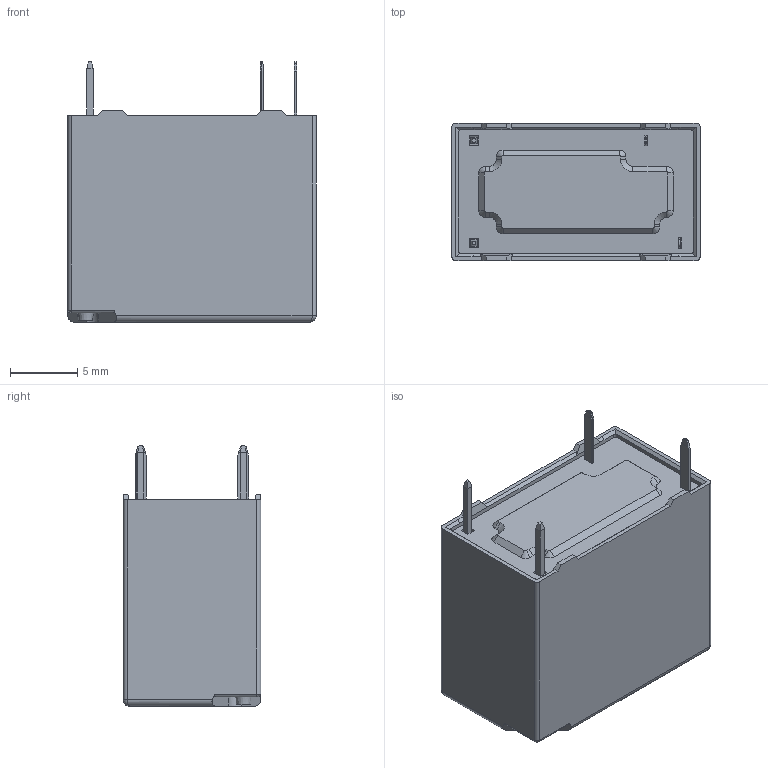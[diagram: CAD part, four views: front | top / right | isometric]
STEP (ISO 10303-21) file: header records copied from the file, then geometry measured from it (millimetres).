
FILE_DESCRIPTION(/* description */ (''),/* implementation_level */ '2;1');
FILE_NAME(/* name */ 'HF32FV 3D Model3 _stp.stp',/* time_stamp */ '2018-01-06T09:36:22+08:00',/* author */ (''),/* organization */ (''),/* preprocessor_version */ 'ST-DEVELOPER v15',/* originating_system */ 'SIEMENS PLM Software NX 8.5',/* authorisation */ '');
FILE_SCHEMA (('AP203_CONFIGURATION_CONTROLLED_3D_DESIGN_OF_MECHANICAL_PARTS_AND_ASSEMBLIES_MIM_LF { 1 0 10303 403 2 1 2}'));
Length unit declared in the file: millimetre
Products named in the file (1): 161110AC5D673z66
Bounding box: 18.4 x 10.2 x 19.3 mm (x, y, z)
Volume: 733 mm3; surface area: 2469.6 mm2
Topology: 6 solids, 6 shells, 289 faces, 767 edges, 481 vertices
Faces by surface type: plane 178, cylinder 79, cone 14, bspline 10, sphere 7, torus 1
Full cylindrical faces by diameter (mm): 0.4 x1, 2.8 x1
Entity records: 8974 total; most frequent: CARTESIAN_POINT 1750, ORIENTED_EDGE 1494, DIRECTION 1466, EDGE_CURVE 747, LINE 554, VECTOR 554, VERTEX_POINT 478, AXIS2_PLACEMENT_3D 456
